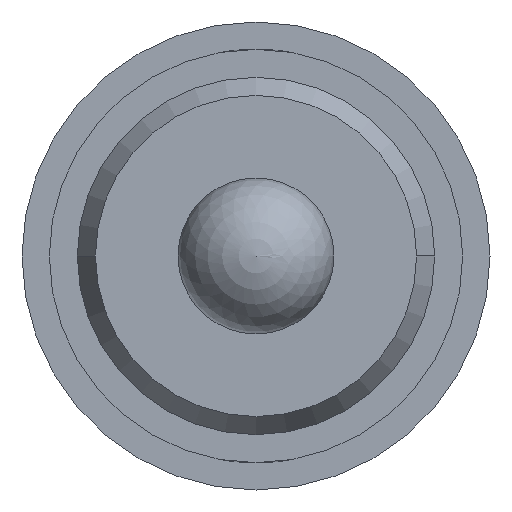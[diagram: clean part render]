
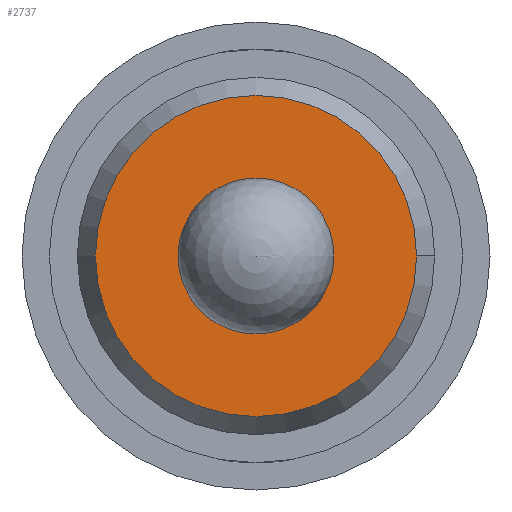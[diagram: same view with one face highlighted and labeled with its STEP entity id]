
A CAD part, front view. The second image highlights one B-rep face of the part: STEP entity #2737.
In plain terms, the highlighted planar face has unit normal (0, -1, 0).
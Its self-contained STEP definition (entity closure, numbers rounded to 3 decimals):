
#549 = VERTEX_POINT ( 'NONE', #4142 ) ;
#569 = ORIENTED_EDGE ( 'NONE', *, *, #5233, .T. ) ;
#575 = CARTESIAN_POINT ( 'NONE',  ( 0., -28.6, 0.5 ) ) ;
#1139 = CIRCLE ( 'NONE', #3311, 1.03 ) ;
#1186 = ORIENTED_EDGE ( 'NONE', *, *, #2230, .T. ) ;
#1241 = DIRECTION ( 'NONE',  ( 0., 1., 0. ) ) ;
#1592 = VERTEX_POINT ( 'NONE', #2542 ) ;
#1646 = CARTESIAN_POINT ( 'NONE',  ( 0., -28.6, 0. ) ) ;
#1667 = ORIENTED_EDGE ( 'NONE', *, *, #3654, .T. ) ;
#1696 = AXIS2_PLACEMENT_3D ( 'NONE', #4286, #1708, #2560 ) ;
#1708 = DIRECTION ( 'NONE',  ( 0., -1., 0. ) ) ;
#1892 = EDGE_LOOP ( 'NONE', ( #569, #3980 ) ) ;
#1941 = EDGE_CURVE ( 'Defeature ausgef�hrt1_17+Defeature ausgef�hrt1_16+Defeature ausgef�hrt1_16+Defeature ausgef�hrt1_16', #549, #1592, #1139, .T. ) ;
#2230 = EDGE_CURVE ( 'Defeature ausgef�hrt1_17+Defeature ausgef�hrt1_14+Defeature ausgef�hrt1_14+Defeature ausgef�hrt1_14', #2698, #5384, #3227, .T. ) ;
#2283 = DIRECTION ( 'NONE',  ( 0., 1., 0. ) ) ;
#2454 = CIRCLE ( 'NONE', #1696, 1.03 ) ;
#2542 = CARTESIAN_POINT ( 'NONE',  ( -1.03, -28.6, 0. ) ) ;
#2560 = DIRECTION ( 'NONE',  ( 1., 0., 0. ) ) ;
#2659 = CARTESIAN_POINT ( 'NONE',  ( 0., -28.6, 0. ) ) ;
#2698 = VERTEX_POINT ( 'NONE', #3813 ) ;
#2737 = ADVANCED_FACE ( 'Defeature ausgef�hrt1_17', ( #2739, #5406 ), #4297, .T. ) ;
#2739 = FACE_BOUND ( 'NONE', #4435, .T. ) ;
#2829 = CARTESIAN_POINT ( 'NONE',  ( 0., -28.6, 0. ) ) ;
#3018 = AXIS2_PLACEMENT_3D ( 'NONE', #2659, #2283, #4429 ) ;
#3227 = CIRCLE ( 'NONE', #3018, 0.5 ) ;
#3311 = AXIS2_PLACEMENT_3D ( 'NONE', #2829, #3705, #5460 ) ;
#3381 = AXIS2_PLACEMENT_3D ( 'NONE', #1646, #1241, #3860 ) ;
#3654 = EDGE_CURVE ( 'Defeature ausgef�hrt1_17+Defeature ausgef�hrt1_14+Defeature ausgef�hrt1_14+Defeature ausgef�hrt1_14', #5384, #2698, #5072, .T. ) ;
#3705 = DIRECTION ( 'NONE',  ( 0., -1., 0. ) ) ;
#3813 = CARTESIAN_POINT ( 'NONE',  ( 0., -28.6, -0.5 ) ) ;
#3860 = DIRECTION ( 'NONE',  ( 0., 0., -1. ) ) ;
#3980 = ORIENTED_EDGE ( 'NONE', *, *, #1941, .T. ) ;
#4105 = AXIS2_PLACEMENT_3D ( 'NONE', #4690, #4315, #4755 ) ;
#4142 = CARTESIAN_POINT ( 'NONE',  ( 1.03, -28.6, 0. ) ) ;
#4286 = CARTESIAN_POINT ( 'NONE',  ( 0., -28.6, 0. ) ) ;
#4297 = PLANE ( 'NONE',  #4105 ) ;
#4315 = DIRECTION ( 'NONE',  ( 0., -1., 0. ) ) ;
#4429 = DIRECTION ( 'NONE',  ( 0., 0., -1. ) ) ;
#4435 = EDGE_LOOP ( 'NONE', ( #1667, #1186 ) ) ;
#4690 = CARTESIAN_POINT ( 'NONE',  ( -1.145, -28.6, 0. ) ) ;
#4755 = DIRECTION ( 'NONE',  ( 1., 0., 0. ) ) ;
#5072 = CIRCLE ( 'NONE', #3381, 0.5 ) ;
#5233 = EDGE_CURVE ( 'Defeature ausgef�hrt1_17+Defeature ausgef�hrt1_16+Defeature ausgef�hrt1_16+Defeature ausgef�hrt1_16', #1592, #549, #2454, .T. ) ;
#5384 = VERTEX_POINT ( 'NONE', #575 ) ;
#5406 = FACE_OUTER_BOUND ( 'NONE', #1892, .T. ) ;
#5460 = DIRECTION ( 'NONE',  ( 1., 0., 0. ) ) ;
